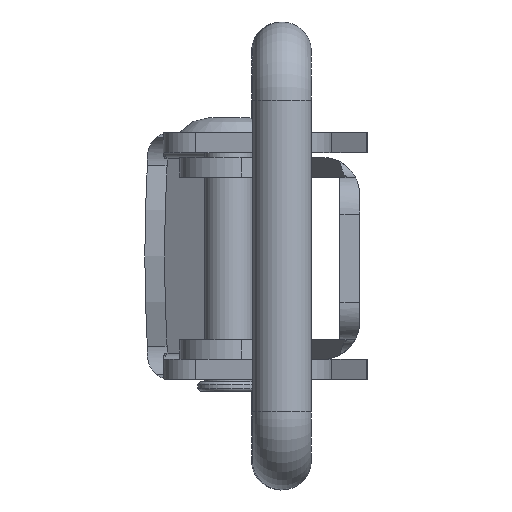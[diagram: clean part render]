
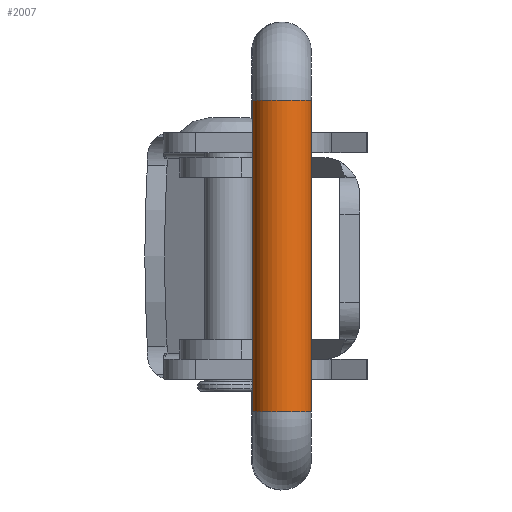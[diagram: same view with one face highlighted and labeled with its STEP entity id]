
A CAD part, left-side view. The second image highlights one B-rep face of the part: STEP entity #2007.
In plain terms, the highlighted cylindrical face has radius 2.381 mm (diameter 4.763 mm), a full revolution.
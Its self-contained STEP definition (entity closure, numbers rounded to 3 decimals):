
#455=FACE_BOUND('',#735,.T.);
#569=FACE_OUTER_BOUND('',#734,.T.);
#734=EDGE_LOOP('',(#1832));
#735=EDGE_LOOP('',(#1833));
#844=CIRCLE('',#2346,2.381);
#845=CIRCLE('',#2348,2.381);
#1034=VERTEX_POINT('',#3858);
#1035=VERTEX_POINT('',#3861);
#1302=EDGE_CURVE('',#1034,#1034,#844,.T.);
#1303=EDGE_CURVE('',#1035,#1035,#845,.T.);
#1832=ORIENTED_EDGE('',*,*,#1302,.F.);
#1833=ORIENTED_EDGE('',*,*,#1303,.T.);
#1895=CYLINDRICAL_SURFACE('',#2347,2.381);
#2007=ADVANCED_FACE('',(#569,#455),#1895,.T.);
#2346=AXIS2_PLACEMENT_3D('',#3859,#2932,#2933);
#2347=AXIS2_PLACEMENT_3D('',#3860,#2934,#2935);
#2348=AXIS2_PLACEMENT_3D('',#3862,#2936,#2937);
#2932=DIRECTION('center_axis',(-1.,0.,0.));
#2933=DIRECTION('ref_axis',(0.,-1.,0.));
#2934=DIRECTION('center_axis',(-1.,0.,0.));
#2935=DIRECTION('ref_axis',(0.,-1.,0.));
#2936=DIRECTION('center_axis',(-1.,0.,0.));
#2937=DIRECTION('ref_axis',(0.,-1.,0.));
#3858=CARTESIAN_POINT('',(-29.294,2.381,0.));
#3859=CARTESIAN_POINT('Origin',(-29.294,0.,0.));
#3860=CARTESIAN_POINT('Origin',(-3.969,0.,0.));
#3861=CARTESIAN_POINT('',(-3.969,2.381,0.));
#3862=CARTESIAN_POINT('Origin',(-3.969,0.,0.));
